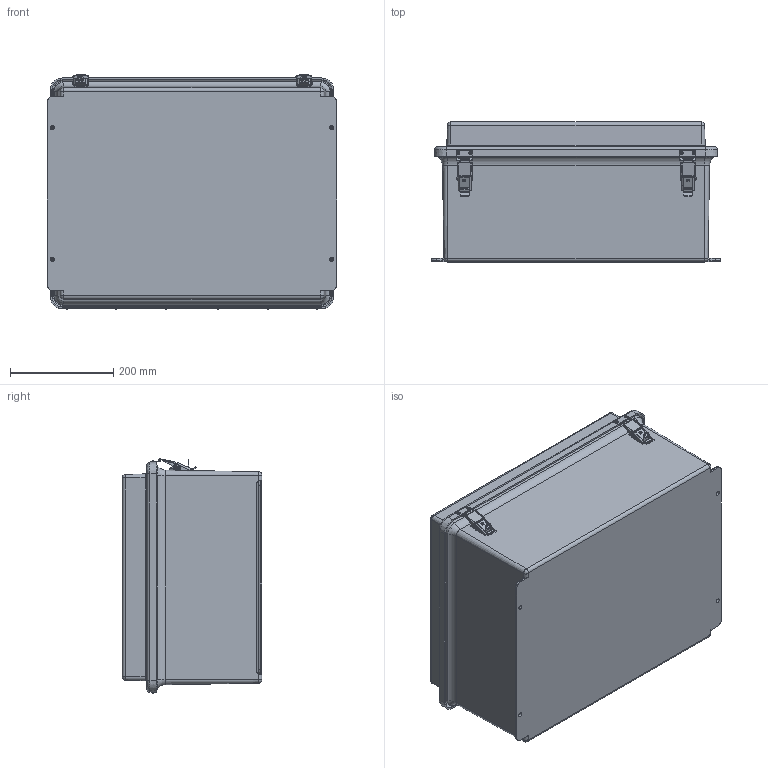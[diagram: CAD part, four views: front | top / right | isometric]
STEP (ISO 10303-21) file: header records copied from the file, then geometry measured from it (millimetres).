
FILE_DESCRIPTION (( 'STEP AP214' ), '1' );
FILE_NAME ('NBF201610_3D.step', '2024-06-03T14:31:58', ( '' ), ( '' ), 'SwSTEP 2.0', 'SolidWorks 2022', '' );
FILE_SCHEMA (( 'AUTOMOTIVE_DESIGN' ));
Length unit declared in the file: inch
Products named in the file (18): RMRIV43_4; RJ2016HLCVR; J2016BHL; HPL latch pin_4; HPL LOCKING LAYER_4; J2016HL_1; RMINS45821P_1; HPL ANCHOR PLATE_4; RMINS45821P_3; HPL latch pin 2_4; GASKET_2016; RMINS45821P_4; NBF201610_3D; RMLATJHPL_7; RMKEEPJHPL_4; RMINS45821P_2; HPL HOOK BLADE_4; RMLATJHPL_8
Assembly tree (42 placements, depth 3):
  NBF201610_3D
    J2016BHL
      J2016HL_1
      RMINS45821P_1
      RMINS45821P_2
      RMINS45821P_3
      RMINS45821P_4
    RJ2016HLCVR
    GASKET_2016
    RMRIV43_4  x20
    RMLATJHPL_7
      HPL ANCHOR PLATE_4
      HPL LOCKING LAYER_4
      HPL HOOK BLADE_4
      HPL latch pin_4
      HPL latch pin 2_4
    RMLATJHPL_8
      HPL ANCHOR PLATE_4
      HPL LOCKING LAYER_4
      HPL HOOK BLADE_4
      HPL latch pin_4
      HPL latch pin 2_4
    RMKEEPJHPL_4  x2
Bounding box: 558.8 x 269.91 x 452.58 mm (x, y, z)
Volume: 4426721.2 mm3; surface area: 2020067.5 mm2
Topology: 37 solids, 39 shells, 1039 faces, 2512 edges, 1585 vertices
Faces by surface type: cylinder 480, plane 349, cone 94, bspline 76, torus 40
Entity records: 31046 total; most frequent: CARTESIAN_POINT 8538, ORIENTED_EDGE 3086, DIRECTION 3048, EDGE_CURVE 1545, AXIS2_PLACEMENT_3D 1168, VERTEX_POINT 972, EDGE_LOOP 730, VECTOR 712
